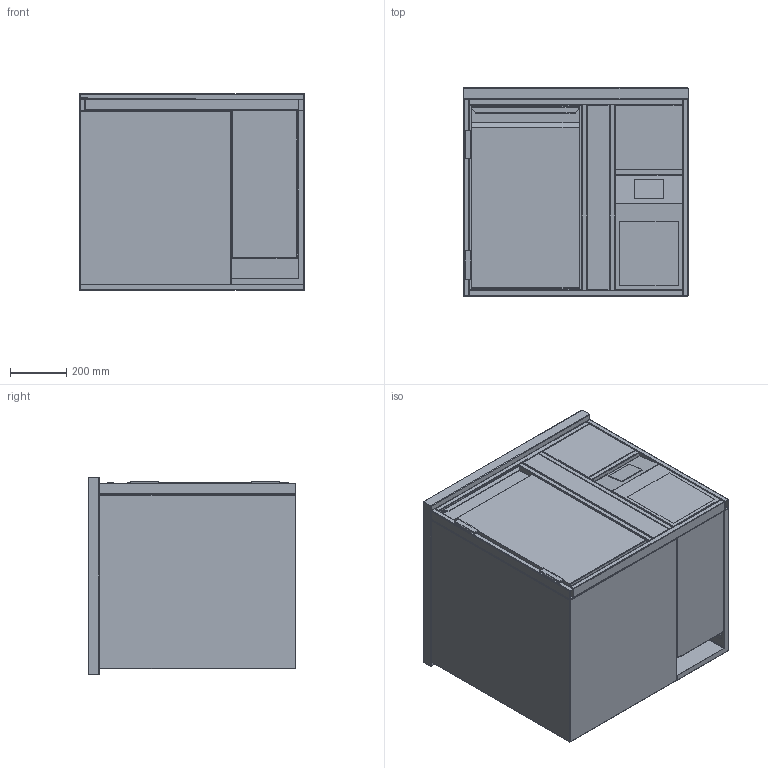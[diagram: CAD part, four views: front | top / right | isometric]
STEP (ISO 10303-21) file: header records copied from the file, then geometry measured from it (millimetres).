
FILE_DESCRIPTION (( 'STEP AP214' ), '1' );
FILE_NAME ('SE-1-70-S-R-1T-V03_32.step', '2025-02-25T08:31:35', ( '' ), ( '' ), 'SwSTEP 2.0', 'SolidWorks 2023', '' );
FILE_SCHEMA (( 'AUTOMOTIVE_DESIGN' ));
Length unit declared in the file: millimetre
Products named in the file (10): SE-1-70-S-R-1T-V03_32; 20-03-43331_G-KT-Auflage-400-660-Ohne-Rost; 21-01-47566_G-SA-FRR-700-800--540B-1SV80-260-R; 20-03-43319_G-SA-Einbauelement-Tür-400-660-700-L; 25-02-56864_G-SA-Korpus-540-660-700-R; 18-06-35404_TUER-385-645-L; 20-03-43331_G-KT-Auflage-400-660-mit-Rost; 24-02-55011_G-SA1-Fach-S-R-260-660-700; 20-03-43318_G-KT-Rahmen-Tür-400-700; 25-02-56863_Oberplatte-800-700-40-R
Assembly tree (9 placements, depth 3):
  SE-1-70-S-R-1T-V03_32
    25-02-56864_G-SA-Korpus-540-660-700-R
    21-01-47566_G-SA-FRR-700-800--540B-1SV80-260-R
    24-02-55011_G-SA1-Fach-S-R-260-660-700
    20-03-43319_G-SA-Einbauelement-Tür-400-660-700-L
      20-03-43318_G-KT-Rahmen-Tür-400-700
      18-06-35404_TUER-385-645-L
      20-03-43331_G-KT-Auflage-400-660-Ohne-Rost
      20-03-43331_G-KT-Auflage-400-660-mit-Rost
    25-02-56863_Oberplatte-800-700-40-R
Bounding box: 801 x 740 x 700 mm (x, y, z)
Volume: 128785293.6 mm3; surface area: 10389253.8 mm2
Topology: 26 solids, 26 shells, 1063 faces, 2796 edges, 1776 vertices
Faces by surface type: cylinder 594, plane 416, sphere 22, torus 16, bspline 15
Entity records: 34501 total; most frequent: CARTESIAN_POINT 6501, DIRECTION 5902, ORIENTED_EDGE 5552, EDGE_CURVE 2776, AXIS2_PLACEMENT_3D 2151, VERTEX_POINT 1776, VECTOR 1600, LINE 1600
